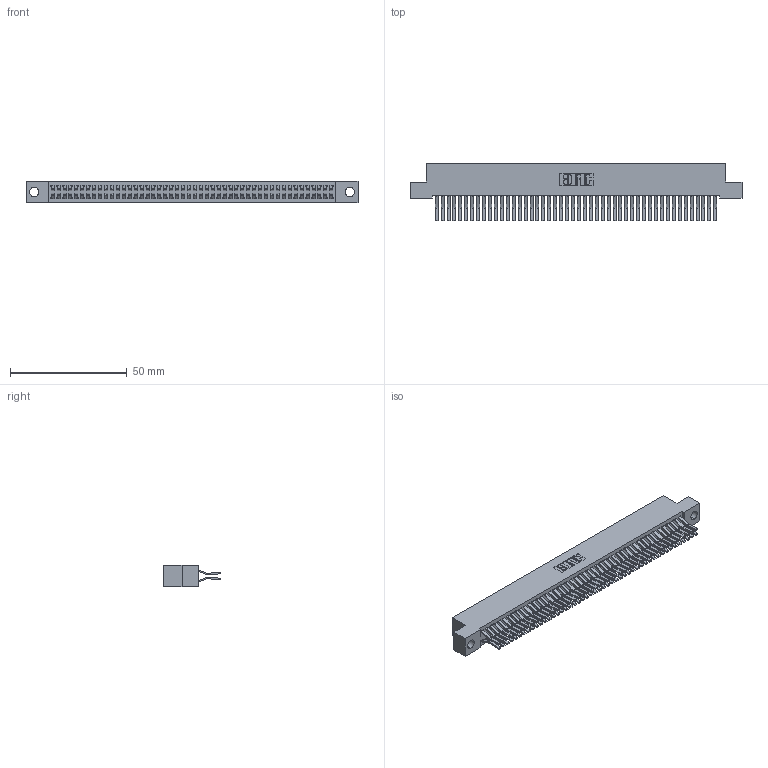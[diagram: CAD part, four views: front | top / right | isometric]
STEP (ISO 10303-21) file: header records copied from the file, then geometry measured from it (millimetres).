
FILE_DESCRIPTION (( 'STEP AP203' ), '1' );
FILE_NAME ('342-096-560-204.STEP', '2018-08-14T03:32:20', ( '' ), ( '' ), 'SwSTEP 2.0', 'SolidWorks 2016', '' );
FILE_SCHEMA (( 'CONFIG_CONTROL_DESIGN' ));
Length unit declared in the file: inch
Products named in the file (3): 342 Part_.156 TH; 345-292-001_560 Tail; 342-096-560-204
Assembly tree (97 placements, depth 2):
  342-096-560-204
    342 Part_.156 TH
    345-292-001_560 Tail  x96
Bounding box: 142.24 x 24.78 x 9.4 mm (x, y, z)
Volume: 13351.9 mm3; surface area: 23216.9 mm2
Topology: 97 solids, 97 shells, 5294 faces, 15755 edges, 10374 vertices
Faces by surface type: plane 3522, cylinder 1772
Entity records: 30063 total; most frequent: CARTESIAN_POINT 4974, ORIENTED_EDGE 4910, DIRECTION 4243, EDGE_CURVE 2455, VECTOR 2323, LINE 2323, VERTEX_POINT 1634, AXIS2_PLACEMENT_3D 960
